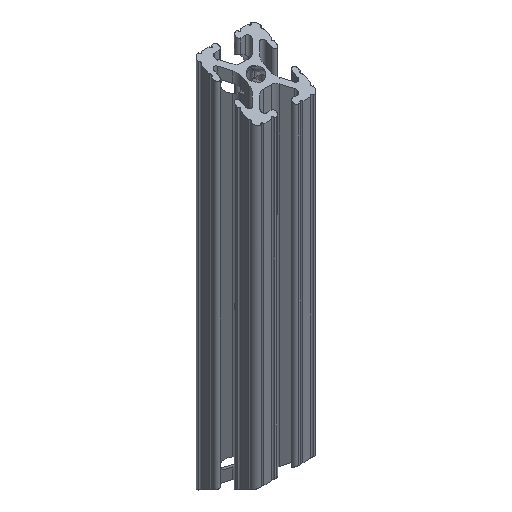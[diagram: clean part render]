
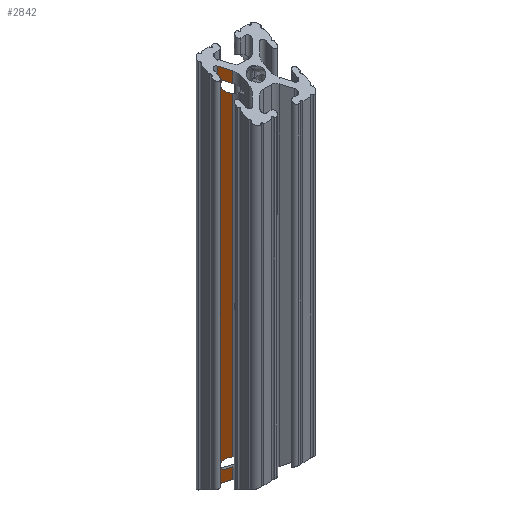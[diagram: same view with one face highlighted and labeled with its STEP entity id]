
A CAD part, isometric view. The second image highlights one B-rep face of the part: STEP entity #2842.
In plain terms, the highlighted planar face has unit normal (-0.707, -0.707, 0).
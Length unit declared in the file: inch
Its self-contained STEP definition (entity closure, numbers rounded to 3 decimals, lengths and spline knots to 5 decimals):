
#78=PLANE('',#3125);
#204=FACE_OUTER_BOUND('',#341,.T.);
#341=EDGE_LOOP('',(#2368,#2369,#2370,#2371,#2372,#2373,#2374,#2375,#2376,
#2377));
#468=ELLIPSE('',#2992,0.95171,0.41045);
#476=ELLIPSE('',#3000,0.95171,0.41045);
#648=LINE('',#4555,#883);
#661=LINE('',#4598,#896);
#686=LINE('',#4847,#921);
#693=LINE('',#5106,#928);
#787=LINE('',#5408,#1022);
#788=LINE('',#5411,#1023);
#789=LINE('',#5413,#1024);
#790=LINE('',#5414,#1025);
#883=VECTOR('',#3380,10.05122);
#896=VECTOR('',#3403,0.35355);
#921=VECTOR('',#3508,0.25678);
#928=VECTOR('',#3563,0.25678);
#1022=VECTOR('',#3889,0.35355);
#1023=VECTOR('',#3892,0.38203);
#1024=VECTOR('',#3893,11.56057);
#1025=VECTOR('',#3894,0.38203);
#1149=VERTEX_POINT('',#4543);
#1150=VERTEX_POINT('',#4554);
#1164=VERTEX_POINT('',#4595);
#1165=VERTEX_POINT('',#4597);
#1205=VERTEX_POINT('',#4846);
#1220=VERTEX_POINT('',#5030);
#1228=VERTEX_POINT('',#5105);
#1310=VERTEX_POINT('',#5406);
#1311=VERTEX_POINT('',#5410);
#1312=VERTEX_POINT('',#5412);
#1461=EDGE_CURVE('',#1150,#1149,#648,.T.);
#1476=EDGE_CURVE('',#1165,#1164,#661,.T.);
#1533=EDGE_CURVE('',#1205,#1165,#686,.T.);
#1542=EDGE_CURVE('',#1149,#1205,#468,.F.);
#1561=EDGE_CURVE('',#1220,#1150,#476,.F.);
#1573=EDGE_CURVE('',#1228,#1220,#693,.T.);
#1727=EDGE_CURVE('',#1310,#1228,#787,.T.);
#1728=EDGE_CURVE('',#1164,#1311,#788,.T.);
#1729=EDGE_CURVE('',#1311,#1312,#789,.F.);
#1730=EDGE_CURVE('',#1310,#1312,#790,.T.);
#2368=ORIENTED_EDGE('',*,*,#1728,.T.);
#2369=ORIENTED_EDGE('',*,*,#1729,.T.);
#2370=ORIENTED_EDGE('',*,*,#1730,.F.);
#2371=ORIENTED_EDGE('',*,*,#1727,.T.);
#2372=ORIENTED_EDGE('',*,*,#1573,.T.);
#2373=ORIENTED_EDGE('',*,*,#1561,.T.);
#2374=ORIENTED_EDGE('',*,*,#1461,.T.);
#2375=ORIENTED_EDGE('',*,*,#1542,.T.);
#2376=ORIENTED_EDGE('',*,*,#1533,.T.);
#2377=ORIENTED_EDGE('',*,*,#1476,.T.);
#2842=ADVANCED_FACE('',(#204),#78,.T.);
#2992=AXIS2_PLACEMENT_3D('',#4876,#3524,#3525);
#3000=AXIS2_PLACEMENT_3D('',#5031,#3544,#3545);
#3125=AXIS2_PLACEMENT_3D('',#5409,#3890,#3891);
#3380=DIRECTION('',(0.,0.,1.));
#3403=DIRECTION('',(0.,0.,1.));
#3508=DIRECTION('',(0.667,-0.667,-0.333));
#3524=DIRECTION('center_axis',(-0.707,-0.707,0.));
#3525=DIRECTION('ref_axis',(-0.645,0.645,-0.411));
#3544=DIRECTION('center_axis',(-0.707,-0.707,0.));
#3545=DIRECTION('ref_axis',(0.645,-0.645,-0.411));
#3563=DIRECTION('',(-0.667,0.667,-0.333));
#3889=DIRECTION('',(0.,0.,1.));
#3890=DIRECTION('center_axis',(-0.707,-0.707,0.));
#3891=DIRECTION('ref_axis',(0.,0.,1.));
#3892=DIRECTION('',(-0.667,0.667,0.333));
#3893=DIRECTION('',(0.,0.,1.));
#3894=DIRECTION('',(-0.667,0.667,-0.333));
#4543=CARTESIAN_POINT('',(-0.92891,-0.07012,5.02561));
#4554=CARTESIAN_POINT('',(-0.92891,-0.07012,-5.02561));
#4555=CARTESIAN_POINT('',(-0.92891,-0.07012,-5.02561));
#4595=CARTESIAN_POINT('',(-0.92891,-0.07012,5.65294));
#4597=CARTESIAN_POINT('',(-0.92891,-0.07012,5.29939));
#4598=CARTESIAN_POINT('',(-0.92891,-0.07012,5.29939));
#4846=CARTESIAN_POINT('',(-1.10009,0.10107,5.38498));
#4847=CARTESIAN_POINT('',(-1.10009,0.10107,5.38498));
#4876=CARTESIAN_POINT('Origin',(-0.5,-0.49903,5.56151));
#5030=CARTESIAN_POINT('',(-1.10009,0.10107,-5.38498));
#5031=CARTESIAN_POINT('Origin',(-0.5,-0.49903,-5.56151));
#5105=CARTESIAN_POINT('',(-0.92891,-0.07012,-5.29939));
#5106=CARTESIAN_POINT('',(-0.92891,-0.07012,-5.29939));
#5406=CARTESIAN_POINT('',(-0.92891,-0.07012,-5.65294));
#5408=CARTESIAN_POINT('',(-0.92891,-0.07012,-5.65294));
#5409=CARTESIAN_POINT('Origin',(-1.1836,0.18457,0.));
#5410=CARTESIAN_POINT('',(-1.1836,0.18457,5.78028));
#5411=CARTESIAN_POINT('',(-0.92891,-0.07012,5.65294));
#5412=CARTESIAN_POINT('',(-1.1836,0.18457,-5.78028));
#5413=CARTESIAN_POINT('',(-1.1836,0.18457,-5.78028));
#5414=CARTESIAN_POINT('',(-0.92891,-0.07012,-5.65294));
